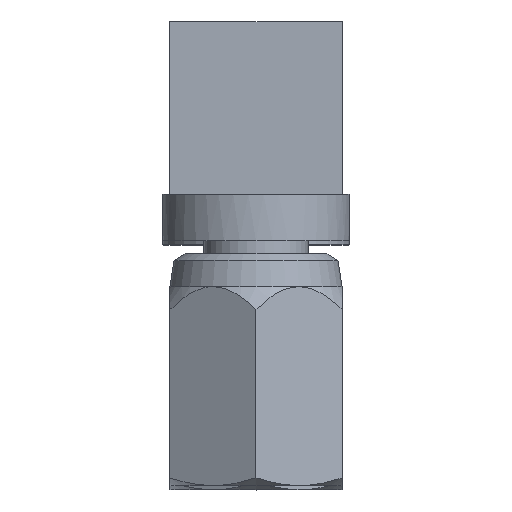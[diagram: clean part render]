
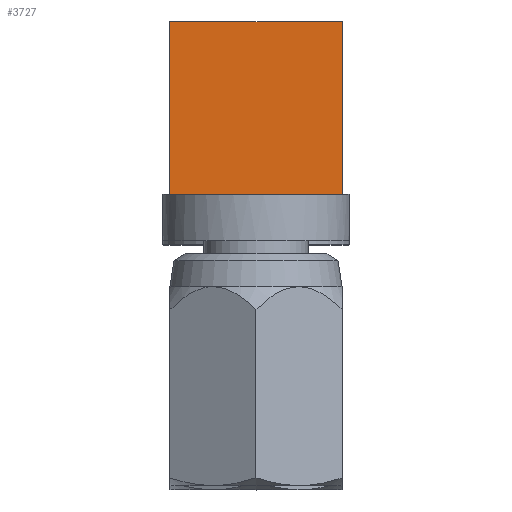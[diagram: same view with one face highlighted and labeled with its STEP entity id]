
A CAD part, top view. The second image highlights one B-rep face of the part: STEP entity #3727.
In plain terms, the highlighted face is planar.
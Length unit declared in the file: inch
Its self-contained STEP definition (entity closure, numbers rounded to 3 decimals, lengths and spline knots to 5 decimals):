
#18 = DIRECTION ( 'NONE',  ( -1., 0., 0. ) ) ;
#121 = CARTESIAN_POINT ( 'NONE',  ( 0.078, 0.078, -0.32973 ) ) ;
#212 = VECTOR ( 'NONE', #489, 39.37008 ) ;
#276 = VERTEX_POINT ( 'NONE', #1179 ) ;
#285 = FACE_OUTER_BOUND ( 'NONE', #821, .T. ) ;
#436 = EDGE_CURVE ( 'NONE', #2175, #3477, #3612, .T. ) ;
#489 = DIRECTION ( 'NONE',  ( 0., 0., 1. ) ) ;
#509 = LINE ( 'NONE', #3466, #212 ) ;
#731 = DIRECTION ( 'NONE',  ( -1., 0., 0. ) ) ;
#733 = ORIENTED_EDGE ( 'NONE', *, *, #2460, .F. ) ;
#821 = EDGE_LOOP ( 'NONE', ( #2164, #733, #2146, #2953, #1445, #977 ) ) ;
#977 = ORIENTED_EDGE ( 'NONE', *, *, #3699, .T. ) ;
#1010 = VECTOR ( 'NONE', #18, 39.37008 ) ;
#1065 = VECTOR ( 'NONE', #731, 39.37008 ) ;
#1086 = DIRECTION ( 'NONE',  ( -1., 0., 0. ) ) ;
#1089 = VERTEX_POINT ( 'NONE', #1568 ) ;
#1179 = CARTESIAN_POINT ( 'NONE',  ( -0.078, 0.078, -0.17373 ) ) ;
#1185 = CARTESIAN_POINT ( 'NONE',  ( 0.03378, 0.078, -0.17373 ) ) ;
#1221 = CARTESIAN_POINT ( 'NONE',  ( 0.078, 0.078, -0.17373 ) ) ;
#1325 = CARTESIAN_POINT ( 'NONE',  ( 0.078, 0.078, -0.17373 ) ) ;
#1445 = ORIENTED_EDGE ( 'NONE', *, *, #2116, .F. ) ;
#1452 = CARTESIAN_POINT ( 'NONE',  ( 0.078, 0.078, -0.17373 ) ) ;
#1526 = CARTESIAN_POINT ( 'NONE',  ( -0.03378, 0.078, -0.17373 ) ) ;
#1568 = CARTESIAN_POINT ( 'NONE',  ( 0.078, 0.078, -0.32973 ) ) ;
#1569 = EDGE_CURVE ( 'NONE', #2151, #2175, #3139, .T. ) ;
#1617 = LINE ( 'NONE', #1325, #2722 ) ;
#1719 = PLANE ( 'NONE',  #2197 ) ;
#2116 = EDGE_CURVE ( 'NONE', #1089, #2151, #1617, .T. ) ;
#2146 = ORIENTED_EDGE ( 'NONE', *, *, #436, .F. ) ;
#2151 = VERTEX_POINT ( 'NONE', #3475 ) ;
#2164 = ORIENTED_EDGE ( 'NONE', *, *, #2274, .T. ) ;
#2175 = VERTEX_POINT ( 'NONE', #1185 ) ;
#2177 = CARTESIAN_POINT ( 'NONE',  ( 0.078, 0.078, -0.17373 ) ) ;
#2197 = AXIS2_PLACEMENT_3D ( 'NONE', #1452, #2323, #2659 ) ;
#2274 = EDGE_CURVE ( 'NONE', #2574, #276, #509, .T. ) ;
#2317 = LINE ( 'NONE', #1221, #1010 ) ;
#2323 = DIRECTION ( 'NONE',  ( 0., -1., 0. ) ) ;
#2460 = EDGE_CURVE ( 'NONE', #3477, #276, #2317, .T. ) ;
#2483 = DIRECTION ( 'NONE',  ( 0., 0., 1. ) ) ;
#2554 = VECTOR ( 'NONE', #1086, 39.37008 ) ;
#2574 = VERTEX_POINT ( 'NONE', #3785 ) ;
#2581 = CARTESIAN_POINT ( 'NONE',  ( 0.078, 0.078, -0.17373 ) ) ;
#2659 = DIRECTION ( 'NONE',  ( 0., 0., -1. ) ) ;
#2722 = VECTOR ( 'NONE', #2483, 39.37008 ) ;
#2729 = LINE ( 'NONE', #121, #2554 ) ;
#2815 = DIRECTION ( 'NONE',  ( -1., 0., 0. ) ) ;
#2953 = ORIENTED_EDGE ( 'NONE', *, *, #1569, .F. ) ;
#3139 = LINE ( 'NONE', #2581, #3141 ) ;
#3141 = VECTOR ( 'NONE', #2815, 39.37008 ) ;
#3466 = CARTESIAN_POINT ( 'NONE',  ( -0.078, 0.078, -0.17373 ) ) ;
#3475 = CARTESIAN_POINT ( 'NONE',  ( 0.078, 0.078, -0.17373 ) ) ;
#3477 = VERTEX_POINT ( 'NONE', #1526 ) ;
#3612 = LINE ( 'NONE', #2177, #1065 ) ;
#3699 = EDGE_CURVE ( 'NONE', #1089, #2574, #2729, .T. ) ;
#3727 = ADVANCED_FACE ( 'NONE', ( #285 ), #1719, .F. ) ;
#3785 = CARTESIAN_POINT ( 'NONE',  ( -0.078, 0.078, -0.32973 ) ) ;
